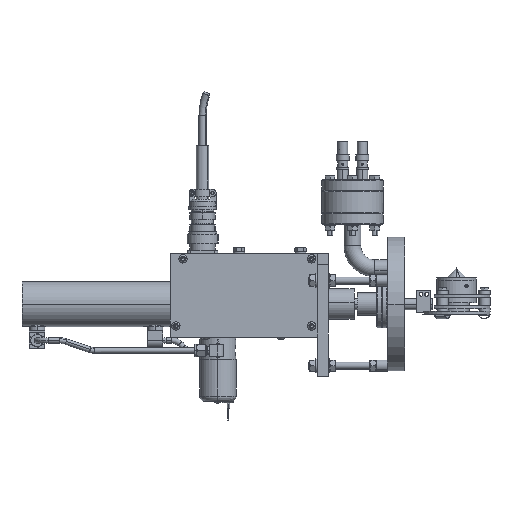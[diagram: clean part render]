
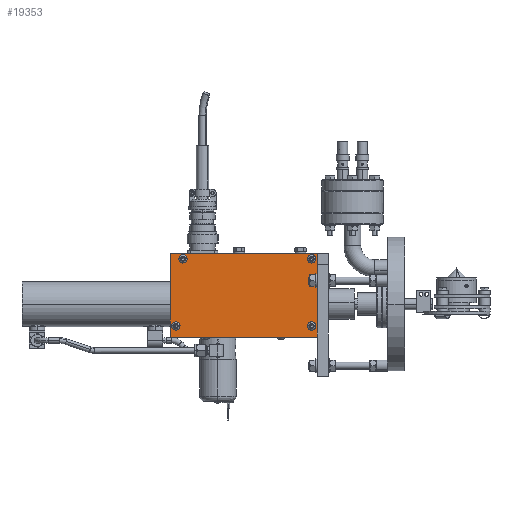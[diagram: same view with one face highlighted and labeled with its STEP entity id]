
A CAD part, left-side view. The second image highlights one B-rep face of the part: STEP entity #19353.
In plain terms, the highlighted planar face has unit normal (-1, 0, 0).
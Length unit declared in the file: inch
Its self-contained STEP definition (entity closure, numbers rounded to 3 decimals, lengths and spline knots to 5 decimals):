
#340 = LINE ( 'NONE', #7695, #42776 ) ;
#824 = DIRECTION ( 'NONE',  ( -1., 0., 0. ) ) ;
#1072 = CARTESIAN_POINT ( 'NONE',  ( -2.062, 6.82, -0.98 ) ) ;
#1473 = DIRECTION ( 'NONE',  ( 0., 0., -1. ) ) ;
#1532 = VECTOR ( 'NONE', #5305, 39.37008 ) ;
#1566 = CARTESIAN_POINT ( 'NONE',  ( -2.062, 0.75, -1.1105 ) ) ;
#2666 = EDGE_CURVE ( 'NONE', #35733, #33421, #20528, .T. ) ;
#3159 = EDGE_CURVE ( 'NONE', #39797, #9653, #13880, .T. ) ;
#3404 = EDGE_CURVE ( 'NONE', #44488, #50163, #27788, .T. ) ;
#4971 = ORIENTED_EDGE ( 'NONE', *, *, #14356, .T. ) ;
#5305 = DIRECTION ( 'NONE',  ( 0., 1., 0. ) ) ;
#5470 = EDGE_LOOP ( 'NONE', ( #24265, #19543 ) ) ;
#6043 = DIRECTION ( 'NONE',  ( 0., 0., -1. ) ) ;
#7001 = VERTEX_POINT ( 'NONE', #25233 ) ;
#7057 = CARTESIAN_POINT ( 'NONE',  ( -2.062, 6.82, -0.8495 ) ) ;
#7602 = EDGE_LOOP ( 'NONE', ( #14670, #13856 ) ) ;
#7695 = CARTESIAN_POINT ( 'NONE',  ( -2.062, 7.07, -1.48 ) ) ;
#7772 = VERTEX_POINT ( 'NONE', #19443 ) ;
#8364 = AXIS2_PLACEMENT_3D ( 'NONE', #25974, #30034, #40431 ) ;
#8857 = EDGE_LOOP ( 'NONE', ( #49577, #13431, #15300, #4971 ) ) ;
#8971 = AXIS2_PLACEMENT_3D ( 'NONE', #37879, #30037, #36880 ) ;
#9389 = CARTESIAN_POINT ( 'NONE',  ( -2.062, 0.498, 2.27 ) ) ;
#9653 = VERTEX_POINT ( 'NONE', #44742 ) ;
#9963 = FACE_BOUND ( 'NONE', #5470, .T. ) ;
#10475 = FACE_OUTER_BOUND ( 'NONE', #8857, .T. ) ;
#11337 = CARTESIAN_POINT ( 'NONE',  ( -2.062, 0.75, 1.8895 ) ) ;
#11847 = EDGE_CURVE ( 'NONE', #17125, #7772, #14096, .T. ) ;
#12756 = DIRECTION ( 'NONE',  ( 0., 0., -1. ) ) ;
#13431 = ORIENTED_EDGE ( 'NONE', *, *, #34473, .T. ) ;
#13499 = VERTEX_POINT ( 'NONE', #37784 ) ;
#13856 = ORIENTED_EDGE ( 'NONE', *, *, #50079, .F. ) ;
#13880 = LINE ( 'NONE', #29394, #26916 ) ;
#14031 = FACE_BOUND ( 'NONE', #35284, .T. ) ;
#14089 = CARTESIAN_POINT ( 'NONE',  ( -2.062, 7.07, 2.27 ) ) ;
#14096 = CIRCLE ( 'NONE', #14920, 0.1305 ) ;
#14356 = EDGE_CURVE ( 'NONE', #7001, #39797, #43421, .T. ) ;
#14670 = ORIENTED_EDGE ( 'NONE', *, *, #25606, .F. ) ;
#14920 = AXIS2_PLACEMENT_3D ( 'NONE', #1072, #47530, #24682 ) ;
#15300 = ORIENTED_EDGE ( 'NONE', *, *, #40092, .T. ) ;
#16044 = DIRECTION ( 'NONE',  ( 0., 0., -1. ) ) ;
#16224 = CARTESIAN_POINT ( 'NONE',  ( -2.062, 0.75, -0.98 ) ) ;
#16394 = VECTOR ( 'NONE', #24897, 39.37008 ) ;
#16654 = AXIS2_PLACEMENT_3D ( 'NONE', #20186, #24745, #44540 ) ;
#16755 = CARTESIAN_POINT ( 'NONE',  ( -2.062, 7.07, 2.27 ) ) ;
#17125 = VERTEX_POINT ( 'NONE', #7057 ) ;
#17957 = CARTESIAN_POINT ( 'NONE',  ( -2.062, 6.82, -0.98 ) ) ;
#18110 = AXIS2_PLACEMENT_3D ( 'NONE', #17957, #41051, #1473 ) ;
#18604 = FACE_BOUND ( 'NONE', #7602, .T. ) ;
#19353 = ADVANCED_FACE ( 'NONE', ( #18604, #14031, #10475, #9963, #37386 ), #34086, .T. ) ;
#19443 = CARTESIAN_POINT ( 'NONE',  ( -2.062, 6.82, -1.1105 ) ) ;
#19543 = ORIENTED_EDGE ( 'NONE', *, *, #43365, .F. ) ;
#19593 = CIRCLE ( 'NONE', #46329, 0.1305 ) ;
#20186 = CARTESIAN_POINT ( 'NONE',  ( -2.062, 0.75, 2.02 ) ) ;
#20528 = CIRCLE ( 'NONE', #8364, 0.1305 ) ;
#21553 = ORIENTED_EDGE ( 'NONE', *, *, #11847, .F. ) ;
#23010 = AXIS2_PLACEMENT_3D ( 'NONE', #16224, #28429, #24102 ) ;
#23360 = EDGE_CURVE ( 'NONE', #7772, #17125, #44056, .T. ) ;
#23708 = CARTESIAN_POINT ( 'NONE',  ( -2.062, 6.5, 1.8895 ) ) ;
#24102 = DIRECTION ( 'NONE',  ( 0., 0., -1. ) ) ;
#24265 = ORIENTED_EDGE ( 'NONE', *, *, #2666, .F. ) ;
#24682 = DIRECTION ( 'NONE',  ( 0., 0., -1. ) ) ;
#24745 = DIRECTION ( 'NONE',  ( -1., 0., 0. ) ) ;
#24897 = DIRECTION ( 'NONE',  ( 0., 0., 1. ) ) ;
#25233 = CARTESIAN_POINT ( 'NONE',  ( -2.062, 0.498, 2.27 ) ) ;
#25606 = EDGE_CURVE ( 'NONE', #29685, #29331, #38540, .T. ) ;
#25974 = CARTESIAN_POINT ( 'NONE',  ( -2.062, 6.5, 2.02 ) ) ;
#26916 = VECTOR ( 'NONE', #41545, 39.37008 ) ;
#27128 = CARTESIAN_POINT ( 'NONE',  ( -2.062, 6.5, 2.1505 ) ) ;
#27788 = CIRCLE ( 'NONE', #34257, 0.1305 ) ;
#28429 = DIRECTION ( 'NONE',  ( -1., 0., 0. ) ) ;
#28912 = DIRECTION ( 'NONE',  ( -1., 0., 0. ) ) ;
#29012 = CARTESIAN_POINT ( 'NONE',  ( -2.062, 0.75, -0.98 ) ) ;
#29331 = VERTEX_POINT ( 'NONE', #50253 ) ;
#29394 = CARTESIAN_POINT ( 'NONE',  ( -2.062, 7.07, 2.27 ) ) ;
#29685 = VERTEX_POINT ( 'NONE', #11337 ) ;
#30034 = DIRECTION ( 'NONE',  ( -1., 0., 0. ) ) ;
#30037 = DIRECTION ( 'NONE',  ( -1., 0., 0. ) ) ;
#30637 = EDGE_CURVE ( 'NONE', #50163, #44488, #41629, .T. ) ;
#31307 = CARTESIAN_POINT ( 'NONE',  ( -2.062, 6.5, 2.02 ) ) ;
#32168 = AXIS2_PLACEMENT_3D ( 'NONE', #31307, #824, #16044 ) ;
#33421 = VERTEX_POINT ( 'NONE', #27128 ) ;
#33928 = ORIENTED_EDGE ( 'NONE', *, *, #30637, .F. ) ;
#34086 = PLANE ( 'NONE',  #8971 ) ;
#34257 = AXIS2_PLACEMENT_3D ( 'NONE', #29012, #44496, #12756 ) ;
#34473 = EDGE_CURVE ( 'NONE', #9653, #13499, #340, .T. ) ;
#35284 = EDGE_LOOP ( 'NONE', ( #43142, #21553 ) ) ;
#35733 = VERTEX_POINT ( 'NONE', #23708 ) ;
#36778 = CARTESIAN_POINT ( 'NONE',  ( -2.062, 0.75, 2.02 ) ) ;
#36880 = DIRECTION ( 'NONE',  ( 0., 0., -1. ) ) ;
#37386 = FACE_BOUND ( 'NONE', #43442, .T. ) ;
#37784 = CARTESIAN_POINT ( 'NONE',  ( -2.062, 0.498, -1.48 ) ) ;
#37879 = CARTESIAN_POINT ( 'NONE',  ( -2.062, 7.07, -1.48 ) ) ;
#38275 = ORIENTED_EDGE ( 'NONE', *, *, #3404, .F. ) ;
#38540 = CIRCLE ( 'NONE', #16654, 0.1305 ) ;
#39797 = VERTEX_POINT ( 'NONE', #14089 ) ;
#40092 = EDGE_CURVE ( 'NONE', #13499, #7001, #44192, .T. ) ;
#40431 = DIRECTION ( 'NONE',  ( 0., 0., -1. ) ) ;
#41051 = DIRECTION ( 'NONE',  ( -1., 0., 0. ) ) ;
#41327 = CARTESIAN_POINT ( 'NONE',  ( -2.062, 0.75, -0.8495 ) ) ;
#41545 = DIRECTION ( 'NONE',  ( 0., 0., -1. ) ) ;
#41629 = CIRCLE ( 'NONE', #23010, 0.1305 ) ;
#42734 = DIRECTION ( 'NONE',  ( 0., -1., 0. ) ) ;
#42776 = VECTOR ( 'NONE', #42734, 39.37008 ) ;
#43142 = ORIENTED_EDGE ( 'NONE', *, *, #23360, .F. ) ;
#43365 = EDGE_CURVE ( 'NONE', #33421, #35733, #43477, .T. ) ;
#43421 = LINE ( 'NONE', #16755, #1532 ) ;
#43442 = EDGE_LOOP ( 'NONE', ( #38275, #33928 ) ) ;
#43477 = CIRCLE ( 'NONE', #32168, 0.1305 ) ;
#44056 = CIRCLE ( 'NONE', #18110, 0.1305 ) ;
#44192 = LINE ( 'NONE', #9389, #16394 ) ;
#44488 = VERTEX_POINT ( 'NONE', #1566 ) ;
#44496 = DIRECTION ( 'NONE',  ( -1., 0., 0. ) ) ;
#44540 = DIRECTION ( 'NONE',  ( 0., 0., -1. ) ) ;
#44742 = CARTESIAN_POINT ( 'NONE',  ( -2.062, 7.07, -1.48 ) ) ;
#46329 = AXIS2_PLACEMENT_3D ( 'NONE', #36778, #28912, #6043 ) ;
#47530 = DIRECTION ( 'NONE',  ( -1., 0., 0. ) ) ;
#49577 = ORIENTED_EDGE ( 'NONE', *, *, #3159, .T. ) ;
#50079 = EDGE_CURVE ( 'NONE', #29331, #29685, #19593, .T. ) ;
#50163 = VERTEX_POINT ( 'NONE', #41327 ) ;
#50253 = CARTESIAN_POINT ( 'NONE',  ( -2.062, 0.75, 2.1505 ) ) ;
